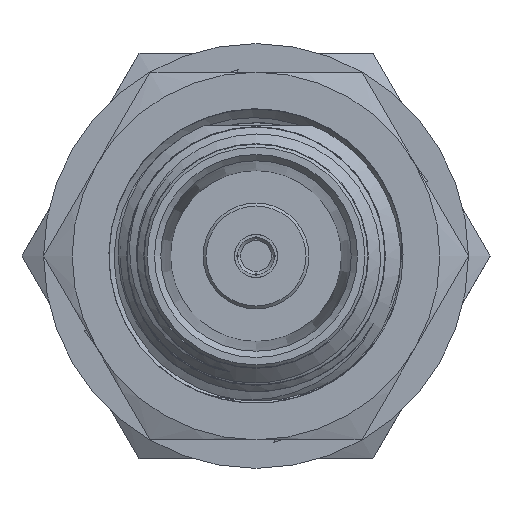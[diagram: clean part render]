
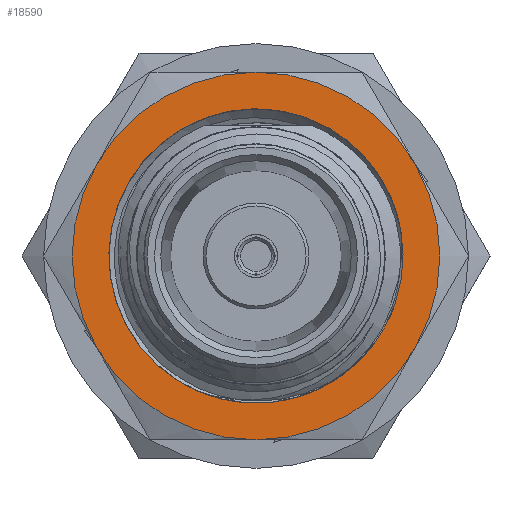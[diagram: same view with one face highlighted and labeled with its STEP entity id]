
A CAD part, left-side view. The second image highlights one B-rep face of the part: STEP entity #18590.
In plain terms, the highlighted planar face has unit normal (-1, 0, 0).
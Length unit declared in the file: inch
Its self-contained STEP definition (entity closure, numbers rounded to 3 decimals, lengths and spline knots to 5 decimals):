
#77 = AXIS2_PLACEMENT_3D ( 'NONE', #11910, #17861, #467 ) ;
#449 = EDGE_CURVE ( 'NONE', #16896, #6405, #16787, .T. ) ;
#467 = DIRECTION ( 'NONE',  ( 0., -0.5, 0.866 ) ) ;
#976 = DIRECTION ( 'NONE',  ( -1., 0., 0. ) ) ;
#1543 = DIRECTION ( 'NONE',  ( -1., 0., 0. ) ) ;
#1796 = EDGE_LOOP ( 'NONE', ( #10279, #3852 ) ) ;
#2188 = DIRECTION ( 'NONE',  ( 0., -0.5, 0.866 ) ) ;
#2280 = DIRECTION ( 'NONE',  ( -1., 0., 0. ) ) ;
#2308 = AXIS2_PLACEMENT_3D ( 'NONE', #8682, #15764, #6842 ) ;
#2430 = CARTESIAN_POINT ( 'NONE',  ( 0.4532, 0., 0. ) ) ;
#2491 = VERTEX_POINT ( 'NONE', #8618 ) ;
#2538 = AXIS2_PLACEMENT_3D ( 'NONE', #10759, #15145, #11819 ) ;
#2689 = VERTEX_POINT ( 'NONE', #9224 ) ;
#3298 = CARTESIAN_POINT ( 'NONE',  ( 0.4532, 0., 0. ) ) ;
#3613 = VERTEX_POINT ( 'NONE', #5107 ) ;
#3825 = ORIENTED_EDGE ( 'NONE', *, *, #11567, .T. ) ;
#3852 = ORIENTED_EDGE ( 'NONE', *, *, #4908, .F. ) ;
#4008 = DIRECTION ( 'NONE',  ( 0., -0.5, 0.866 ) ) ;
#4603 = FACE_OUTER_BOUND ( 'NONE', #13216, .T. ) ;
#4908 = EDGE_CURVE ( 'NONE', #12834, #2491, #18507, .T. ) ;
#5107 = CARTESIAN_POINT ( 'NONE',  ( 0.4532, -0.27063, 0.15625 ) ) ;
#5138 = EDGE_CURVE ( 'NONE', #2491, #12834, #8703, .T. ) ;
#5204 = EDGE_CURVE ( 'NONE', #11078, #3613, #13263, .T. ) ;
#5603 = AXIS2_PLACEMENT_3D ( 'NONE', #10468, #10561, #6213 ) ;
#5610 = ORIENTED_EDGE ( 'NONE', *, *, #449, .T. ) ;
#6213 = DIRECTION ( 'NONE',  ( 0., -0.5, 0.866 ) ) ;
#6327 = CIRCLE ( 'NONE', #15833, 0.3125 ) ;
#6405 = VERTEX_POINT ( 'NONE', #11852 ) ;
#6842 = DIRECTION ( 'NONE',  ( 0., -0.5, 0.866 ) ) ;
#6979 = CARTESIAN_POINT ( 'NONE',  ( 0.4532, 0., 0. ) ) ;
#6983 = AXIS2_PLACEMENT_3D ( 'NONE', #2430, #976, #14326 ) ;
#7219 = EDGE_CURVE ( 'NONE', #2689, #13379, #16085, .T. ) ;
#7252 = ORIENTED_EDGE ( 'NONE', *, *, #16450, .T. ) ;
#7841 = ORIENTED_EDGE ( 'NONE', *, *, #5204, .T. ) ;
#8422 = DIRECTION ( 'NONE',  ( -1., 0., 0. ) ) ;
#8618 = CARTESIAN_POINT ( 'NONE',  ( 0.4532, -0.21894, -0.12069 ) ) ;
#8682 = CARTESIAN_POINT ( 'NONE',  ( 0.4532, 0., 0. ) ) ;
#8703 = CIRCLE ( 'NONE', #10533, 0.25 ) ;
#9224 = CARTESIAN_POINT ( 'NONE',  ( 0.4532, 0.27063, -0.15625 ) ) ;
#9839 = ORIENTED_EDGE ( 'NONE', *, *, #18763, .T. ) ;
#9914 = AXIS2_PLACEMENT_3D ( 'NONE', #6979, #12543, #4008 ) ;
#9987 = CARTESIAN_POINT ( 'NONE',  ( 0.4532, 0., 0.3125 ) ) ;
#10279 = ORIENTED_EDGE ( 'NONE', *, *, #5138, .F. ) ;
#10468 = CARTESIAN_POINT ( 'NONE',  ( 0.4532, 0., 0. ) ) ;
#10533 = AXIS2_PLACEMENT_3D ( 'NONE', #15329, #2280, #2188 ) ;
#10561 = DIRECTION ( 'NONE',  ( -1., 0., 0. ) ) ;
#10759 = CARTESIAN_POINT ( 'NONE',  ( 0.4532, 0., 0. ) ) ;
#10829 = CIRCLE ( 'NONE', #2538, 0.3125 ) ;
#11078 = VERTEX_POINT ( 'NONE', #18953 ) ;
#11181 = AXIS2_PLACEMENT_3D ( 'NONE', #12633, #8422, #15705 ) ;
#11567 = EDGE_CURVE ( 'NONE', #3613, #16896, #6327, .T. ) ;
#11819 = DIRECTION ( 'NONE',  ( 0., -0.5, 0.866 ) ) ;
#11852 = CARTESIAN_POINT ( 'NONE',  ( 0.4532, 0.27063, 0.15625 ) ) ;
#11867 = ORIENTED_EDGE ( 'NONE', *, *, #7219, .T. ) ;
#11910 = CARTESIAN_POINT ( 'NONE',  ( 0.4532, 0., 0. ) ) ;
#12096 = FACE_BOUND ( 'NONE', #1796, .T. ) ;
#12543 = DIRECTION ( 'NONE',  ( -1., 0., 0. ) ) ;
#12633 = CARTESIAN_POINT ( 'NONE',  ( 0.4532, 0., 0. ) ) ;
#12834 = VERTEX_POINT ( 'NONE', #13432 ) ;
#13216 = EDGE_LOOP ( 'NONE', ( #3825, #5610, #9839, #11867, #7252, #7841 ) ) ;
#13263 = CIRCLE ( 'NONE', #9914, 0.3125 ) ;
#13379 = VERTEX_POINT ( 'NONE', #14521 ) ;
#13432 = CARTESIAN_POINT ( 'NONE',  ( 0.4532, -0.06947, -0.24015 ) ) ;
#14326 = DIRECTION ( 'NONE',  ( 0., -0.5, 0.866 ) ) ;
#14521 = CARTESIAN_POINT ( 'NONE',  ( 0.4532, 0., -0.3125 ) ) ;
#14959 = PLANE ( 'NONE',  #77 ) ;
#15145 = DIRECTION ( 'NONE',  ( -1., 0., 0. ) ) ;
#15329 = CARTESIAN_POINT ( 'NONE',  ( 0.4532, 0., 0. ) ) ;
#15705 = DIRECTION ( 'NONE',  ( 0., -0.5, 0.866 ) ) ;
#15764 = DIRECTION ( 'NONE',  ( -1., 0., 0. ) ) ;
#15833 = AXIS2_PLACEMENT_3D ( 'NONE', #3298, #1543, #17682 ) ;
#16085 = CIRCLE ( 'NONE', #11181, 0.3125 ) ;
#16407 = CIRCLE ( 'NONE', #2308, 0.3125 ) ;
#16450 = EDGE_CURVE ( 'NONE', #13379, #11078, #16407, .T. ) ;
#16787 = CIRCLE ( 'NONE', #6983, 0.3125 ) ;
#16896 = VERTEX_POINT ( 'NONE', #9987 ) ;
#17682 = DIRECTION ( 'NONE',  ( 0., -0.5, 0.866 ) ) ;
#17861 = DIRECTION ( 'NONE',  ( -1., 0., 0. ) ) ;
#18507 = CIRCLE ( 'NONE', #5603, 0.25 ) ;
#18590 = ADVANCED_FACE ( 'NONE', ( #12096, #4603 ), #14959, .T. ) ;
#18763 = EDGE_CURVE ( 'NONE', #6405, #2689, #10829, .T. ) ;
#18953 = CARTESIAN_POINT ( 'NONE',  ( 0.4532, -0.27063, -0.15625 ) ) ;
